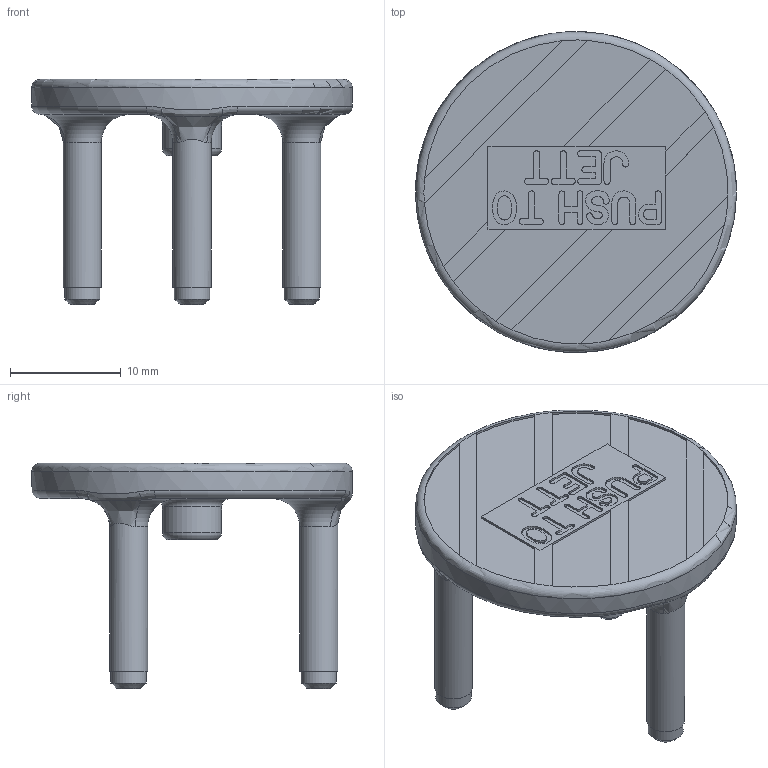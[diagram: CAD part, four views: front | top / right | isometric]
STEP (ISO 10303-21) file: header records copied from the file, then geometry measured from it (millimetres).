
FILE_DESCRIPTION(/* description */ (''),/* implementation_level */ '2;1');
FILE_NAME(/* name */ '2_Upper Instrument Panel/DLP/OH1A2A-41 - Emerg Jett Button.step',/* time_stamp */ '2020-01-02T12:56:36+01:00',/* author */ (''),/* organization */ (''),/* preprocessor_version */ 'ST-DEVELOPER v18',/* originating_system */ 'Autodesk Translation Framework v8.12.0.6',/* authorisation */ '');
FILE_SCHEMA (('AUTOMOTIVE_DESIGN { 1 0 10303 214 3 1 1 }'));
Length unit declared in the file: millimetre
Products named in the file (1): EMERG JETT BUTTON
Bounding box: 28.93 x 28.93 x 20.32 mm (x, y, z)
Volume: 2507.1 mm3; surface area: 2401.1 mm2
Topology: 1 solids, 1 shells, 271 faces, 722 edges, 472 vertices
Faces by surface type: bspline 128, plane 110, cylinder 20, torus 9, cone 4
Full cylindrical faces by diameter (mm): 1 x3, 3.175 x3, 3.429 x3, 3.81 x1, 5.334 x1, 28.931 x1
Entity records: 21005 total; most frequent: CARTESIAN_POINT 15300, ORIENTED_EDGE 1444, EDGE_CURVE 722, DIRECTION 716, VERTEX_POINT 472, B_SPLINE_CURVE_WITH_KNOTS 391, EDGE_LOOP 290, FACE_OUTER_BOUND 271
